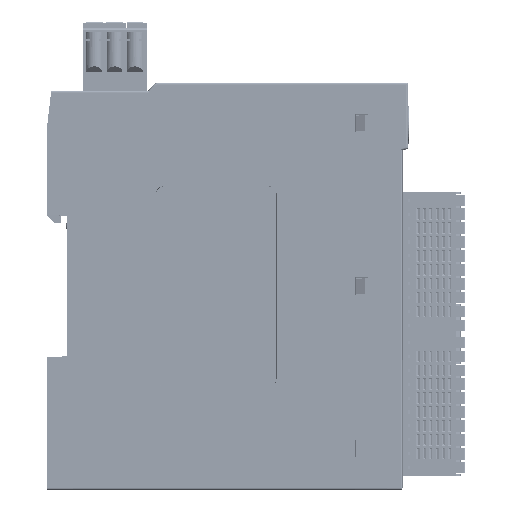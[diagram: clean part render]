
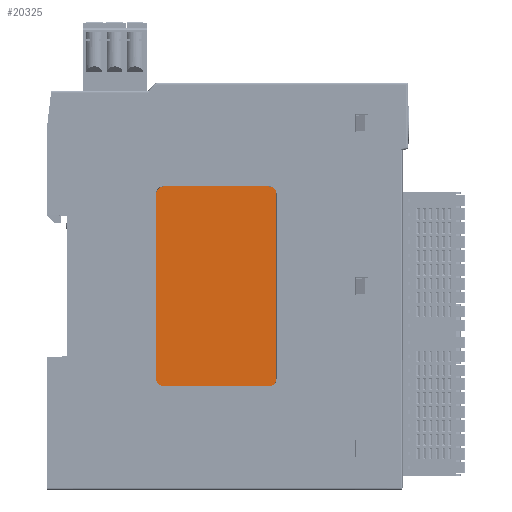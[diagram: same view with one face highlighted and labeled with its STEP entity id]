
A CAD part, top view. The second image highlights one B-rep face of the part: STEP entity #20325.
In plain terms, the highlighted planar face has unit normal (0, 0, 1).
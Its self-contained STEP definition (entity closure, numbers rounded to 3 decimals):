
#6746=CIRCLE('',#168706,1.818);
#6747=CIRCLE('',#168707,1.818);
#6748=CIRCLE('',#168708,1.818);
#6749=CIRCLE('',#168709,1.818);
#11608=FACE_OUTER_BOUND('',#36896,.T.);
#20325=ADVANCED_FACE('',(#11608),#29119,.F.);
#29119=PLANE('',#168710);
#36896=EDGE_LOOP('',(#51605,#51606,#51607,#51608,#51609,#51610,#51611,#51612));
#51605=ORIENTED_EDGE('',*,*,#112230,.F.);
#51606=ORIENTED_EDGE('',*,*,#112231,.T.);
#51607=ORIENTED_EDGE('',*,*,#112232,.F.);
#51608=ORIENTED_EDGE('',*,*,#112233,.T.);
#51609=ORIENTED_EDGE('',*,*,#112234,.F.);
#51610=ORIENTED_EDGE('',*,*,#112235,.T.);
#51611=ORIENTED_EDGE('',*,*,#112236,.F.);
#51612=ORIENTED_EDGE('',*,*,#112237,.T.);
#95591=VERTEX_POINT('',#233265);
#95592=VERTEX_POINT('',#233266);
#95593=VERTEX_POINT('',#233268);
#95594=VERTEX_POINT('',#233270);
#95595=VERTEX_POINT('',#233272);
#95596=VERTEX_POINT('',#233274);
#95597=VERTEX_POINT('',#233276);
#95598=VERTEX_POINT('',#233278);
#112230=EDGE_CURVE('',#95591,#95592,#6746,.T.);
#112231=EDGE_CURVE('',#95591,#95593,#135288,.T.);
#112232=EDGE_CURVE('',#95594,#95593,#6747,.T.);
#112233=EDGE_CURVE('',#95594,#95595,#135289,.T.);
#112234=EDGE_CURVE('',#95596,#95595,#6748,.T.);
#112235=EDGE_CURVE('',#95596,#95597,#135290,.T.);
#112236=EDGE_CURVE('',#95598,#95597,#6749,.T.);
#112237=EDGE_CURVE('',#95598,#95592,#135291,.T.);
#135288=LINE('',#233267,#152268);
#135289=LINE('',#233271,#152269);
#135290=LINE('',#233275,#152270);
#135291=LINE('',#233279,#152271);
#152268=VECTOR('',#186818,1.);
#152269=VECTOR('',#186821,1.);
#152270=VECTOR('',#186824,1.);
#152271=VECTOR('',#186827,1.);
#168706=AXIS2_PLACEMENT_3D('',#233264,#186816,#186817);
#168707=AXIS2_PLACEMENT_3D('',#233269,#186819,#186820);
#168708=AXIS2_PLACEMENT_3D('',#233273,#186822,#186823);
#168709=AXIS2_PLACEMENT_3D('',#233277,#186825,#186826);
#168710=AXIS2_PLACEMENT_3D('',#233280,#186828,#186829);
#186816=DIRECTION('',(0.,0.,-1.));
#186817=DIRECTION('',(-1.,0.,0.));
#186818=DIRECTION('',(0.,-1.,0.));
#186819=DIRECTION('',(0.,0.,-1.));
#186820=DIRECTION('',(-1.,0.,0.));
#186821=DIRECTION('',(1.,0.,0.));
#186822=DIRECTION('',(0.,0.,-1.));
#186823=DIRECTION('',(-1.,0.,0.));
#186824=DIRECTION('',(0.,1.,0.));
#186825=DIRECTION('',(0.,0.,-1.));
#186826=DIRECTION('',(-1.,0.,0.));
#186827=DIRECTION('',(-1.,0.,0.));
#186828=DIRECTION('',(0.,0.,-1.));
#186829=DIRECTION('',(-1.,0.,0.));
#233264=CARTESIAN_POINT('',(-250.417,325.665,7.8));
#233265=CARTESIAN_POINT('',(-252.235,325.665,7.8));
#233266=CARTESIAN_POINT('',(-250.417,327.483,7.8));
#233267=CARTESIAN_POINT('',(-252.235,302.374,7.8));
#233268=CARTESIAN_POINT('',(-252.235,279.065,7.8));
#233269=CARTESIAN_POINT('',(-250.417,279.065,7.8));
#233270=CARTESIAN_POINT('',(-250.417,277.247,7.8));
#233271=CARTESIAN_POINT('',(-248.41,277.247,7.8));
#233272=CARTESIAN_POINT('',(-223.817,277.247,7.8));
#233273=CARTESIAN_POINT('',(-223.817,279.065,7.8));
#233274=CARTESIAN_POINT('',(-221.999,279.065,7.8));
#233275=CARTESIAN_POINT('',(-221.999,302.374,7.8));
#233276=CARTESIAN_POINT('',(-221.999,325.665,7.8));
#233277=CARTESIAN_POINT('',(-223.817,325.665,7.8));
#233278=CARTESIAN_POINT('',(-223.817,327.483,7.8));
#233279=CARTESIAN_POINT('',(-248.41,327.483,7.8));
#233280=CARTESIAN_POINT('',(-248.41,302.374,7.8));
